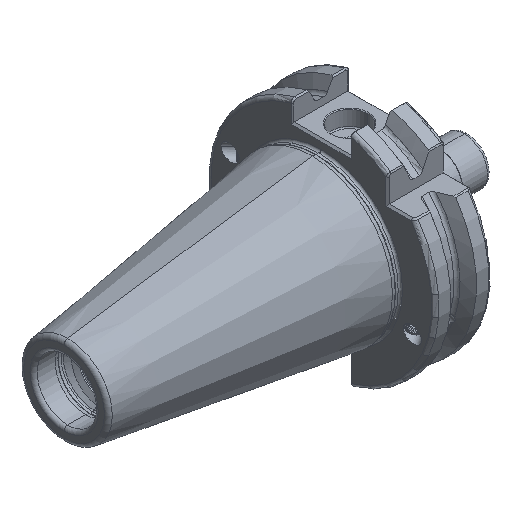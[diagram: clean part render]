
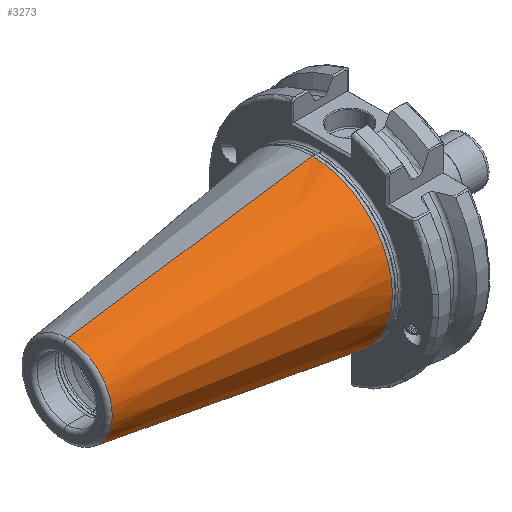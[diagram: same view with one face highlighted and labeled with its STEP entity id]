
A CAD part, isometric view. The second image highlights one B-rep face of the part: STEP entity #3273.
In plain terms, the highlighted conical face has half-angle 8.297 degrees and reference radius 22.692 mm.
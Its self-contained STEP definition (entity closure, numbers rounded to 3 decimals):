
#86 = AXIS2_PLACEMENT_3D ( 'NONE', #18315, #18316, #18317 ) ;
#88 = AXIS2_PLACEMENT_3D ( 'NONE', #18312, #18313, #18314 ) ;
#2816 = CARTESIAN_POINT ( 'NONE',  ( -2.5, 0., -22.327 ) ) ;
#2817 = CARTESIAN_POINT ( 'NONE',  ( -2.5, 0., 22.327 ) ) ;
#2826 = CARTESIAN_POINT ( 'NONE',  ( -70.573, 0., -12.4 ) ) ;
#2827 = CARTESIAN_POINT ( 'NONE',  ( -70.573, 0., 12.4 ) ) ;
#3273 = ADVANCED_FACE ( 'NONE', ( #17444 ), #8538, .T. ) ;
#4835 = ORIENTED_EDGE ( 'NONE', *, *, #16494, .T. ) ;
#4836 = ORIENTED_EDGE ( 'NONE', *, *, #16492, .F. ) ;
#4837 = ORIENTED_EDGE ( 'NONE', *, *, #11372, .T. ) ;
#4839 = ORIENTED_EDGE ( 'NONE', *, *, #11371, .F. ) ;
#5088 = VERTEX_POINT ( 'NONE', #2816 ) ;
#5089 = VERTEX_POINT ( 'NONE', #2817 ) ;
#5098 = VERTEX_POINT ( 'NONE', #2826 ) ;
#5099 = VERTEX_POINT ( 'NONE', #2827 ) ;
#6039 = CARTESIAN_POINT ( 'NONE',  ( 0., 0., 0. ) ) ;
#6040 = DIRECTION ( 'NONE',  ( 1., 0., 0. ) ) ;
#6041 = DIRECTION ( 'NONE',  ( 0., 0., -1. ) ) ;
#7705 = EDGE_LOOP ( 'NONE', ( #4836, #4837, #4835, #4839 ) ) ;
#8525 = VECTOR ( 'NONE', #17979, 1000. ) ;
#8527 = VECTOR ( 'NONE', #17985, 1000. ) ;
#8538 = CONICAL_SURFACE ( 'NONE', #17440, 22.692, 0.145 ) ;
#11371 = EDGE_CURVE ( 'NONE', #5089, #5088, #16908, .T. ) ;
#11372 = EDGE_CURVE ( 'NONE', #5099, #5098, #16909, .T. ) ;
#16492 = EDGE_CURVE ( 'NONE', #5099, #5089, #17977, .T. ) ;
#16494 = EDGE_CURVE ( 'NONE', #5098, #5088, #17983, .T. ) ;
#16908 = CIRCLE ( 'NONE', #88, 22.327 ) ;
#16909 = CIRCLE ( 'NONE', #86, 12.4 ) ;
#17440 = AXIS2_PLACEMENT_3D ( 'NONE', #6039, #6040, #6041 ) ;
#17444 = FACE_OUTER_BOUND ( 'NONE', #7705, .T. ) ;
#17977 = LINE ( 'NONE', #17978, #8525 ) ;
#17978 = CARTESIAN_POINT ( 'NONE',  ( 0., 0., 22.692 ) ) ;
#17979 = DIRECTION ( 'NONE',  ( 0.99, 0., 0.144 ) ) ;
#17983 = LINE ( 'NONE', #17984, #8527 ) ;
#17984 = CARTESIAN_POINT ( 'NONE',  ( 0., 0., -22.692 ) ) ;
#17985 = DIRECTION ( 'NONE',  ( 0.99, 0., -0.144 ) ) ;
#18312 = CARTESIAN_POINT ( 'NONE',  ( -2.5, 0., 0. ) ) ;
#18313 = DIRECTION ( 'NONE',  ( 1., 0., 0. ) ) ;
#18314 = DIRECTION ( 'NONE',  ( 0., 0., -1. ) ) ;
#18315 = CARTESIAN_POINT ( 'NONE',  ( -70.573, 0., 0. ) ) ;
#18316 = DIRECTION ( 'NONE',  ( 1., 0., 0. ) ) ;
#18317 = DIRECTION ( 'NONE',  ( 0., 0., 1. ) ) ;
